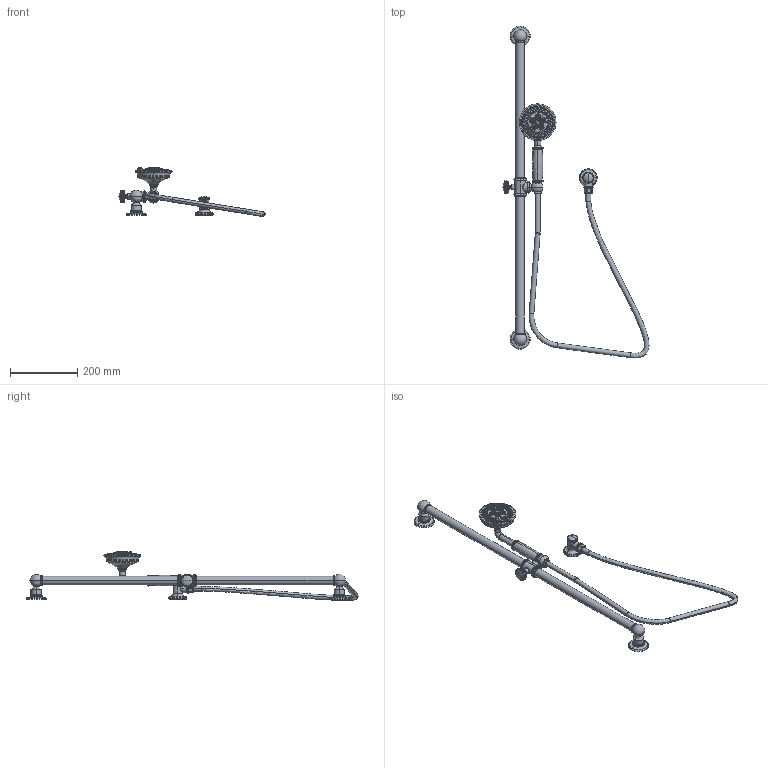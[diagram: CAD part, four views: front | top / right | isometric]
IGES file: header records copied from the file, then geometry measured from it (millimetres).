
Start section:  PTC IGES file: 280l.igs
Global section: file name: 280l.igs; native system: Creo Parametric by PTC Inc.; preprocessor: 2018400; author: jinson.thomas; organization: Unknown; date: 20201210.173100; units: inch
Bounding box: 434.65 x 987.76 x 145.84 mm (x, y, z)
Volume: 1249837.4 mm3; surface area: 226683.1 mm2
Topology: 1 solids, 2 shells, 1602 faces, 3602 edges, 2172 vertices
Faces by surface type: revolution 1180, bspline 422
